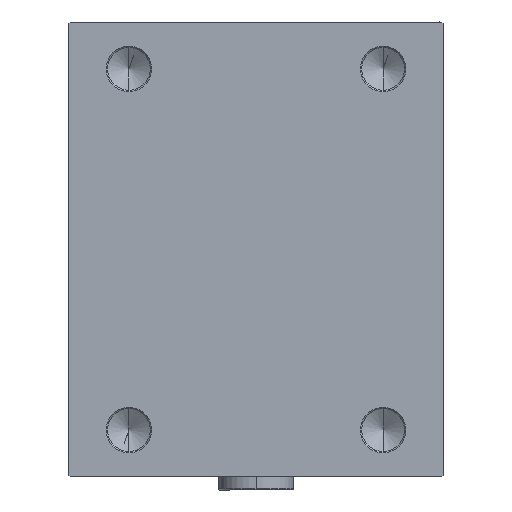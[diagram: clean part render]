
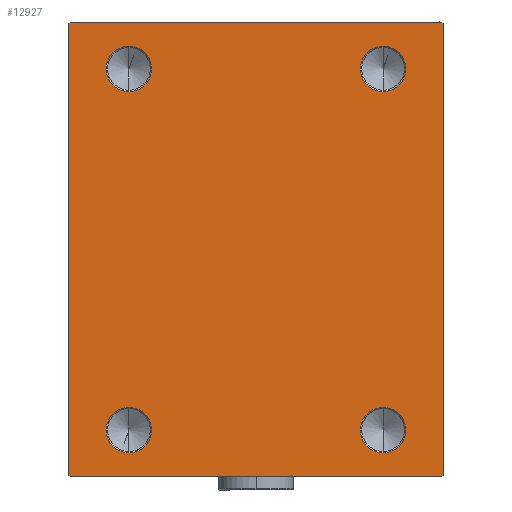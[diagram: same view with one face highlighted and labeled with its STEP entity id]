
A CAD part, left-side view. The second image highlights one B-rep face of the part: STEP entity #12927.
In plain terms, the highlighted face is planar.
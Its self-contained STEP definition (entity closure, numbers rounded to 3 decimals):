
#756 = VECTOR ( 'NONE', #7182, 1000. ) ;
#2176 = DIRECTION ( 'NONE',  ( 0., 0., -1. ) ) ;
#2420 = EDGE_CURVE ( 'NONE', #11282, #5183, #39239, .T. ) ;
#2905 = VECTOR ( 'NONE', #32133, 1000. ) ;
#3338 = CIRCLE ( 'NONE', #21224, 8.5 ) ;
#3346 = ORIENTED_EDGE ( 'NONE', *, *, #44763, .T. ) ;
#4212 = VERTEX_POINT ( 'NONE', #20825 ) ;
#4240 = DIRECTION ( 'NONE',  ( 0., 0., 1. ) ) ;
#4301 = VECTOR ( 'NONE', #29737, 1000. ) ;
#4381 = CIRCLE ( 'NONE', #11868, 8.5 ) ;
#4383 = EDGE_CURVE ( 'NONE', #35621, #4212, #10798, .T. ) ;
#4433 = EDGE_CURVE ( 'NONE', #4212, #13472, #17793, .T. ) ;
#4461 = CIRCLE ( 'NONE', #29080, 8.5 ) ;
#5183 = VERTEX_POINT ( 'NONE', #20396 ) ;
#5482 = CARTESIAN_POINT ( 'NONE',  ( 205., 69.5, 85. ) ) ;
#5597 = CARTESIAN_POINT ( 'NONE',  ( 205., -47.5, 67.5 ) ) ;
#6832 = DIRECTION ( 'NONE',  ( 0., 0.707, 0.707 ) ) ;
#7182 = DIRECTION ( 'NONE',  ( 0., 0., -1. ) ) ;
#7930 = CARTESIAN_POINT ( 'NONE',  ( 205., -47.5, 59. ) ) ;
#8017 = CARTESIAN_POINT ( 'NONE',  ( 205., 70., 85. ) ) ;
#8170 = VECTOR ( 'NONE', #36571, 1000. ) ;
#8274 = FACE_BOUND ( 'NONE', #41055, .T. ) ;
#9333 = EDGE_CURVE ( 'NONE', #12948, #33361, #10655, .T. ) ;
#9624 = CARTESIAN_POINT ( 'NONE',  ( 205., 77.25, 77.25 ) ) ;
#9746 = DIRECTION ( 'NONE',  ( 0., 1., 0. ) ) ;
#10124 = EDGE_CURVE ( 'NONE', #23479, #17122, #4381, .T. ) ;
#10476 = LINE ( 'NONE', #38973, #756 ) ;
#10655 = LINE ( 'NONE', #17869, #2905 ) ;
#10783 = DIRECTION ( 'NONE',  ( 0., -0.707, 0.707 ) ) ;
#10798 = LINE ( 'NONE', #21282, #22090 ) ;
#11237 = CARTESIAN_POINT ( 'NONE',  ( 205., -70., 84.5 ) ) ;
#11282 = VERTEX_POINT ( 'NONE', #33696 ) ;
#11283 = CARTESIAN_POINT ( 'NONE',  ( 205., 47.5, -67.5 ) ) ;
#11868 = AXIS2_PLACEMENT_3D ( 'NONE', #21087, #17590, #27417 ) ;
#12023 = PLANE ( 'NONE',  #38833 ) ;
#12121 = CARTESIAN_POINT ( 'NONE',  ( 205., 69.5, -85. ) ) ;
#12676 = ORIENTED_EDGE ( 'NONE', *, *, #38566, .F. ) ;
#12927 = ADVANCED_FACE ( 'NONE', ( #32570, #39824, #8274, #22493, #29766 ), #12023, .T. ) ;
#12948 = VERTEX_POINT ( 'NONE', #26458 ) ;
#12969 = ORIENTED_EDGE ( 'NONE', *, *, #4383, .T. ) ;
#13043 = EDGE_CURVE ( 'NONE', #19606, #35396, #22364, .T. ) ;
#13261 = LINE ( 'NONE', #35658, #13687 ) ;
#13472 = VERTEX_POINT ( 'NONE', #14543 ) ;
#13687 = VECTOR ( 'NONE', #9746, 1000. ) ;
#13906 = ORIENTED_EDGE ( 'NONE', *, *, #22757, .T. ) ;
#14195 = AXIS2_PLACEMENT_3D ( 'NONE', #25020, #14315, #28082 ) ;
#14315 = DIRECTION ( 'NONE',  ( 1., 0., 0. ) ) ;
#14543 = CARTESIAN_POINT ( 'NONE',  ( 205., 70., 84.5 ) ) ;
#15004 = CARTESIAN_POINT ( 'NONE',  ( 205., -47.5, -67.5 ) ) ;
#15663 = CARTESIAN_POINT ( 'NONE',  ( 205., -47.5, -76. ) ) ;
#15781 = CARTESIAN_POINT ( 'NONE',  ( 205., -47.5, -59. ) ) ;
#17068 = ORIENTED_EDGE ( 'NONE', *, *, #13043, .F. ) ;
#17122 = VERTEX_POINT ( 'NONE', #15781 ) ;
#17457 = ORIENTED_EDGE ( 'NONE', *, *, #43352, .F. ) ;
#17590 = DIRECTION ( 'NONE',  ( 1., 0., 0. ) ) ;
#17747 = ORIENTED_EDGE ( 'NONE', *, *, #20537, .F. ) ;
#17793 = LINE ( 'NONE', #39302, #25836 ) ;
#17869 = CARTESIAN_POINT ( 'NONE',  ( 205., -77.25, 77.25 ) ) ;
#18044 = ORIENTED_EDGE ( 'NONE', *, *, #35313, .F. ) ;
#18603 = ORIENTED_EDGE ( 'NONE', *, *, #2420, .F. ) ;
#18743 = DIRECTION ( 'NONE',  ( 0., 0., -1. ) ) ;
#19032 = DIRECTION ( 'NONE',  ( 1., 0., 0. ) ) ;
#19058 = AXIS2_PLACEMENT_3D ( 'NONE', #44821, #26797, #27033 ) ;
#19501 = VERTEX_POINT ( 'NONE', #41608 ) ;
#19606 = VERTEX_POINT ( 'NONE', #35272 ) ;
#19865 = ORIENTED_EDGE ( 'NONE', *, *, #10124, .F. ) ;
#20035 = ORIENTED_EDGE ( 'NONE', *, *, #33956, .T. ) ;
#20396 = CARTESIAN_POINT ( 'NONE',  ( 205., 47.5, -76. ) ) ;
#20537 = EDGE_CURVE ( 'NONE', #19501, #40804, #36933, .T. ) ;
#20825 = CARTESIAN_POINT ( 'NONE',  ( 205., 70., -84.5 ) ) ;
#20854 = ORIENTED_EDGE ( 'NONE', *, *, #9333, .T. ) ;
#21087 = CARTESIAN_POINT ( 'NONE',  ( 205., -47.5, -67.5 ) ) ;
#21224 = AXIS2_PLACEMENT_3D ( 'NONE', #11283, #21524, #25958 ) ;
#21282 = CARTESIAN_POINT ( 'NONE',  ( 205., 77.25, -77.25 ) ) ;
#21480 = CIRCLE ( 'NONE', #29717, 8.5 ) ;
#21524 = DIRECTION ( 'NONE',  ( 1., 0., 0. ) ) ;
#21649 = ORIENTED_EDGE ( 'NONE', *, *, #26446, .F. ) ;
#22090 = VECTOR ( 'NONE', #6832, 1000. ) ;
#22364 = CIRCLE ( 'NONE', #14195, 8.5 ) ;
#22389 = CARTESIAN_POINT ( 'NONE',  ( 205., -47.5, 67.5 ) ) ;
#22493 = FACE_BOUND ( 'NONE', #26114, .T. ) ;
#22757 = EDGE_CURVE ( 'NONE', #37744, #35621, #13261, .T. ) ;
#22919 = VERTEX_POINT ( 'NONE', #5482 ) ;
#23333 = DIRECTION ( 'NONE',  ( 1., 0., 0. ) ) ;
#23479 = VERTEX_POINT ( 'NONE', #15663 ) ;
#25020 = CARTESIAN_POINT ( 'NONE',  ( 205., 47.5, 67.5 ) ) ;
#25228 = CIRCLE ( 'NONE', #40931, 8.5 ) ;
#25748 = ORIENTED_EDGE ( 'NONE', *, *, #42159, .T. ) ;
#25836 = VECTOR ( 'NONE', #4240, 1000. ) ;
#25958 = DIRECTION ( 'NONE',  ( 0., 0., -1. ) ) ;
#26114 = EDGE_LOOP ( 'NONE', ( #18603, #21649 ) ) ;
#26234 = CARTESIAN_POINT ( 'NONE',  ( 205., 0., 0. ) ) ;
#26446 = EDGE_CURVE ( 'NONE', #5183, #11282, #3338, .T. ) ;
#26458 = CARTESIAN_POINT ( 'NONE',  ( 205., -69.5, 85. ) ) ;
#26797 = DIRECTION ( 'NONE',  ( 1., 0., 0. ) ) ;
#27033 = DIRECTION ( 'NONE',  ( 0., 0., -1. ) ) ;
#27417 = DIRECTION ( 'NONE',  ( 0., 0., -1. ) ) ;
#28082 = DIRECTION ( 'NONE',  ( 0., 0., -1. ) ) ;
#29080 = AXIS2_PLACEMENT_3D ( 'NONE', #36813, #19032, #44294 ) ;
#29182 = EDGE_LOOP ( 'NONE', ( #17457, #17068 ) ) ;
#29260 = DIRECTION ( 'NONE',  ( 1., 0., 0. ) ) ;
#29717 = AXIS2_PLACEMENT_3D ( 'NONE', #15004, #29260, #32297 ) ;
#29737 = DIRECTION ( 'NONE',  ( 0., -1., 0. ) ) ;
#29766 = FACE_OUTER_BOUND ( 'NONE', #44257, .T. ) ;
#31748 = EDGE_CURVE ( 'NONE', #13472, #22919, #41651, .T. ) ;
#32133 = DIRECTION ( 'NONE',  ( 0., -0.707, -0.707 ) ) ;
#32241 = VERTEX_POINT ( 'NONE', #44824 ) ;
#32297 = DIRECTION ( 'NONE',  ( 0., 0., -1. ) ) ;
#32435 = AXIS2_PLACEMENT_3D ( 'NONE', #22389, #32692, #40413 ) ;
#32570 = FACE_BOUND ( 'NONE', #29182, .T. ) ;
#32692 = DIRECTION ( 'NONE',  ( 1., 0., 0. ) ) ;
#33361 = VERTEX_POINT ( 'NONE', #11237 ) ;
#33696 = CARTESIAN_POINT ( 'NONE',  ( 205., 47.5, -59. ) ) ;
#33956 = EDGE_CURVE ( 'NONE', #22919, #12948, #40031, .T. ) ;
#35272 = CARTESIAN_POINT ( 'NONE',  ( 205., 47.5, 59. ) ) ;
#35313 = EDGE_CURVE ( 'NONE', #40804, #19501, #25228, .T. ) ;
#35396 = VERTEX_POINT ( 'NONE', #42756 ) ;
#35621 = VERTEX_POINT ( 'NONE', #12121 ) ;
#35658 = CARTESIAN_POINT ( 'NONE',  ( 205., -70., -85. ) ) ;
#36571 = DIRECTION ( 'NONE',  ( 0., 0.707, -0.707 ) ) ;
#36813 = CARTESIAN_POINT ( 'NONE',  ( 205., 47.5, 67.5 ) ) ;
#36933 = CIRCLE ( 'NONE', #32435, 8.5 ) ;
#37744 = VERTEX_POINT ( 'NONE', #43056 ) ;
#37820 = VECTOR ( 'NONE', #10783, 1000. ) ;
#38566 = EDGE_CURVE ( 'NONE', #17122, #23479, #21480, .T. ) ;
#38833 = AXIS2_PLACEMENT_3D ( 'NONE', #26234, #40974, #2176 ) ;
#38893 = ORIENTED_EDGE ( 'NONE', *, *, #31748, .T. ) ;
#38973 = CARTESIAN_POINT ( 'NONE',  ( 205., -70., 85. ) ) ;
#38985 = EDGE_LOOP ( 'NONE', ( #17747, #18044 ) ) ;
#39239 = CIRCLE ( 'NONE', #19058, 8.5 ) ;
#39302 = CARTESIAN_POINT ( 'NONE',  ( 205., 70., -85. ) ) ;
#39824 = FACE_BOUND ( 'NONE', #38985, .T. ) ;
#40031 = LINE ( 'NONE', #8017, #4301 ) ;
#40315 = LINE ( 'NONE', #43131, #8170 ) ;
#40413 = DIRECTION ( 'NONE',  ( 0., 0., -1. ) ) ;
#40804 = VERTEX_POINT ( 'NONE', #7930 ) ;
#40931 = AXIS2_PLACEMENT_3D ( 'NONE', #5597, #23333, #18743 ) ;
#40974 = DIRECTION ( 'NONE',  ( 1., 0., 0. ) ) ;
#41055 = EDGE_LOOP ( 'NONE', ( #12676, #19865 ) ) ;
#41608 = CARTESIAN_POINT ( 'NONE',  ( 205., -47.5, 76. ) ) ;
#41651 = LINE ( 'NONE', #9624, #37820 ) ;
#42155 = ORIENTED_EDGE ( 'NONE', *, *, #4433, .T. ) ;
#42159 = EDGE_CURVE ( 'NONE', #32241, #37744, #40315, .T. ) ;
#42756 = CARTESIAN_POINT ( 'NONE',  ( 205., 47.5, 76. ) ) ;
#43056 = CARTESIAN_POINT ( 'NONE',  ( 205., -69.5, -85. ) ) ;
#43131 = CARTESIAN_POINT ( 'NONE',  ( 205., -77.25, -77.25 ) ) ;
#43352 = EDGE_CURVE ( 'NONE', #35396, #19606, #4461, .T. ) ;
#44257 = EDGE_LOOP ( 'NONE', ( #20035, #20854, #3346, #25748, #13906, #12969, #42155, #38893 ) ) ;
#44294 = DIRECTION ( 'NONE',  ( 0., 0., -1. ) ) ;
#44763 = EDGE_CURVE ( 'NONE', #33361, #32241, #10476, .T. ) ;
#44821 = CARTESIAN_POINT ( 'NONE',  ( 205., 47.5, -67.5 ) ) ;
#44824 = CARTESIAN_POINT ( 'NONE',  ( 205., -70., -84.5 ) ) ;
